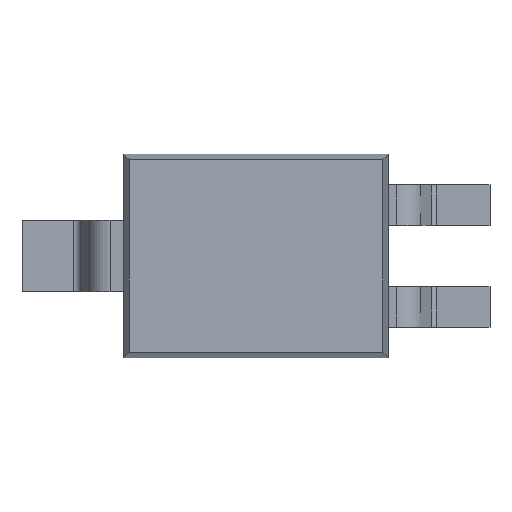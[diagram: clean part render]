
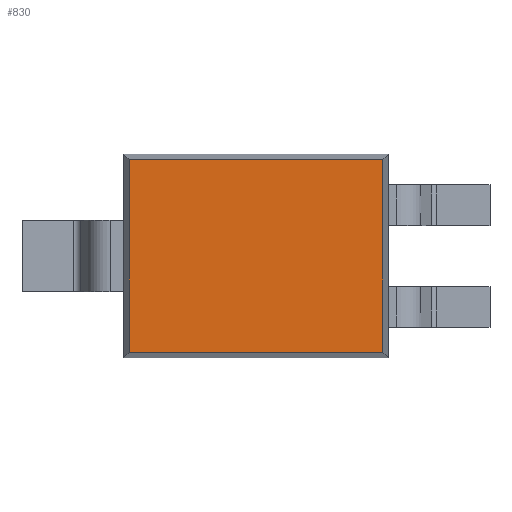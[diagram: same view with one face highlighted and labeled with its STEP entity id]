
A CAD part, top view. The second image highlights one B-rep face of the part: STEP entity #830.
In plain terms, the highlighted planar face has unit normal (0, 0, 1).
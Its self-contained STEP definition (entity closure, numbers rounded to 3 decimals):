
#242 = EDGE_CURVE ( 'NONE', #763, #311, #1680, .T. ) ;
#297 = CARTESIAN_POINT ( 'NONE',  ( 1.247, 0.947, 1. ) ) ;
#311 = VERTEX_POINT ( 'NONE', #1466 ) ;
#352 = VERTEX_POINT ( 'NONE', #297 ) ;
#453 = DIRECTION ( 'NONE',  ( -1., 0., 0. ) ) ;
#471 = PLANE ( 'NONE',  #937 ) ;
#578 = VERTEX_POINT ( 'NONE', #989 ) ;
#706 = FACE_OUTER_BOUND ( 'NONE', #2235, .T. ) ;
#751 = DIRECTION ( 'NONE',  ( 1., 0., 0. ) ) ;
#763 = VERTEX_POINT ( 'NONE', #2602 ) ;
#830 = ADVANCED_FACE ( 'NONE', ( #706 ), #471, .T. ) ;
#904 = CARTESIAN_POINT ( 'NONE',  ( 0., 0.947, 1. ) ) ;
#937 = AXIS2_PLACEMENT_3D ( 'NONE', #2000, #1481, #2474 ) ;
#958 = ORIENTED_EDGE ( 'NONE', *, *, #242, .T. ) ;
#989 = CARTESIAN_POINT ( 'NONE',  ( 1.247, -0.947, 1. ) ) ;
#1129 = EDGE_CURVE ( 'NONE', #578, #352, #1749, .T. ) ;
#1158 = LINE ( 'NONE', #904, #2334 ) ;
#1170 = ORIENTED_EDGE ( 'NONE', *, *, #1129, .T. ) ;
#1367 = DIRECTION ( 'NONE',  ( 0., -1., 0. ) ) ;
#1466 = CARTESIAN_POINT ( 'NONE',  ( -1.247, -0.947, 1. ) ) ;
#1481 = DIRECTION ( 'NONE',  ( 0., 0., 1. ) ) ;
#1680 = LINE ( 'NONE', #2618, #3111 ) ;
#1749 = LINE ( 'NONE', #2715, #2081 ) ;
#1754 = VECTOR ( 'NONE', #751, 1000. ) ;
#1892 = ORIENTED_EDGE ( 'NONE', *, *, #3143, .T. ) ;
#1976 = LINE ( 'NONE', #2422, #1754 ) ;
#2000 = CARTESIAN_POINT ( 'NONE',  ( 0., 0., 1. ) ) ;
#2081 = VECTOR ( 'NONE', #2271, 1000. ) ;
#2179 = EDGE_CURVE ( 'NONE', #352, #763, #1158, .T. ) ;
#2235 = EDGE_LOOP ( 'NONE', ( #1170, #2366, #958, #1892 ) ) ;
#2271 = DIRECTION ( 'NONE',  ( 0., 1., 0. ) ) ;
#2334 = VECTOR ( 'NONE', #453, 1000. ) ;
#2366 = ORIENTED_EDGE ( 'NONE', *, *, #2179, .T. ) ;
#2422 = CARTESIAN_POINT ( 'NONE',  ( 1.3, -0.947, 1. ) ) ;
#2474 = DIRECTION ( 'NONE',  ( 1., 0., 0. ) ) ;
#2602 = CARTESIAN_POINT ( 'NONE',  ( -1.247, 0.947, 1. ) ) ;
#2618 = CARTESIAN_POINT ( 'NONE',  ( -1.247, 0., 1. ) ) ;
#2715 = CARTESIAN_POINT ( 'NONE',  ( 1.247, 1., 1. ) ) ;
#3111 = VECTOR ( 'NONE', #1367, 1000. ) ;
#3143 = EDGE_CURVE ( 'NONE', #311, #578, #1976, .T. ) ;
